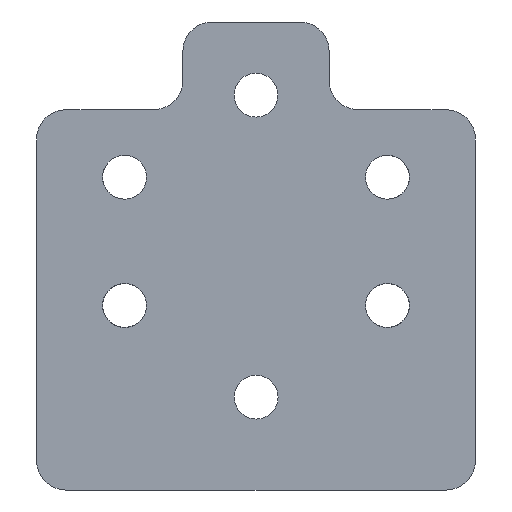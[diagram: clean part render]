
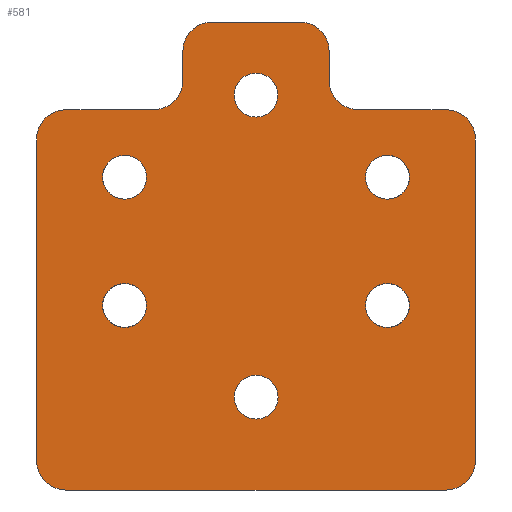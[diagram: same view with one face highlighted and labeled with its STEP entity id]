
A CAD part, front view. The second image highlights one B-rep face of the part: STEP entity #581.
In plain terms, the highlighted planar face has unit normal (0, -1, 0).
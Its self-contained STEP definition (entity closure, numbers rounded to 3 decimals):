
#27=FACE_BOUND('',#86,.T.);
#28=FACE_BOUND('',#87,.T.);
#29=FACE_BOUND('',#88,.T.);
#30=FACE_BOUND('',#89,.T.);
#31=FACE_BOUND('',#90,.T.);
#32=FACE_BOUND('',#91,.T.);
#46=PLANE('',#625);
#57=FACE_OUTER_BOUND('',#85,.T.);
#85=EDGE_LOOP('',(#401,#402,#403,#404,#405,#406,#407,#408,#409,#410,#411,
#412,#413,#414,#415,#416));
#86=EDGE_LOOP('',(#417));
#87=EDGE_LOOP('',(#418));
#88=EDGE_LOOP('',(#419));
#89=EDGE_LOOP('',(#420));
#90=EDGE_LOOP('',(#421));
#91=EDGE_LOOP('',(#422));
#129=LINE('',#851,#173);
#132=LINE('',#861,#176);
#133=LINE('',#865,#177);
#134=LINE('',#869,#178);
#135=LINE('',#873,#179);
#136=LINE('',#877,#180);
#137=LINE('',#881,#181);
#138=LINE('',#885,#182);
#173=VECTOR('',#689,10.);
#176=VECTOR('',#698,10.);
#177=VECTOR('',#701,10.);
#178=VECTOR('',#704,10.);
#179=VECTOR('',#707,10.);
#180=VECTOR('',#710,10.);
#181=VECTOR('',#713,10.);
#182=VECTOR('',#716,10.);
#216=CIRCLE('',#621,2.);
#219=CIRCLE('',#626,2.);
#220=CIRCLE('',#627,2.);
#221=CIRCLE('',#628,2.);
#222=CIRCLE('',#629,2.);
#223=CIRCLE('',#630,2.);
#224=CIRCLE('',#631,2.);
#225=CIRCLE('',#632,2.);
#226=CIRCLE('',#633,1.5);
#227=CIRCLE('',#634,1.5);
#228=CIRCLE('',#635,1.5);
#229=CIRCLE('',#636,1.5);
#230=CIRCLE('',#637,1.5);
#231=CIRCLE('',#638,1.5);
#249=VERTEX_POINT('',#844);
#250=VERTEX_POINT('',#846);
#251=VERTEX_POINT('',#850);
#255=VERTEX_POINT('',#860);
#256=VERTEX_POINT('',#862);
#257=VERTEX_POINT('',#864);
#258=VERTEX_POINT('',#866);
#259=VERTEX_POINT('',#868);
#260=VERTEX_POINT('',#870);
#261=VERTEX_POINT('',#872);
#262=VERTEX_POINT('',#874);
#263=VERTEX_POINT('',#876);
#264=VERTEX_POINT('',#878);
#265=VERTEX_POINT('',#880);
#266=VERTEX_POINT('',#882);
#267=VERTEX_POINT('',#884);
#268=VERTEX_POINT('',#887);
#269=VERTEX_POINT('',#889);
#270=VERTEX_POINT('',#891);
#271=VERTEX_POINT('',#893);
#272=VERTEX_POINT('',#895);
#273=VERTEX_POINT('',#897);
#307=EDGE_CURVE('',#249,#250,#216,.T.);
#309=EDGE_CURVE('',#251,#250,#129,.T.);
#314=EDGE_CURVE('',#249,#255,#132,.T.);
#315=EDGE_CURVE('',#256,#255,#219,.T.);
#316=EDGE_CURVE('',#256,#257,#133,.T.);
#317=EDGE_CURVE('',#258,#257,#220,.T.);
#318=EDGE_CURVE('',#258,#259,#134,.T.);
#319=EDGE_CURVE('',#260,#259,#221,.T.);
#320=EDGE_CURVE('',#260,#261,#135,.T.);
#321=EDGE_CURVE('',#262,#261,#222,.T.);
#322=EDGE_CURVE('',#263,#262,#136,.T.);
#323=EDGE_CURVE('',#264,#263,#223,.T.);
#324=EDGE_CURVE('',#265,#264,#137,.T.);
#325=EDGE_CURVE('',#266,#265,#224,.T.);
#326=EDGE_CURVE('',#266,#267,#138,.T.);
#327=EDGE_CURVE('',#251,#267,#225,.T.);
#328=EDGE_CURVE('',#268,#268,#226,.T.);
#329=EDGE_CURVE('',#269,#269,#227,.T.);
#330=EDGE_CURVE('',#270,#270,#228,.T.);
#331=EDGE_CURVE('',#271,#271,#229,.T.);
#332=EDGE_CURVE('',#272,#272,#230,.T.);
#333=EDGE_CURVE('',#273,#273,#231,.T.);
#401=ORIENTED_EDGE('',*,*,#307,.F.);
#402=ORIENTED_EDGE('',*,*,#314,.T.);
#403=ORIENTED_EDGE('',*,*,#315,.F.);
#404=ORIENTED_EDGE('',*,*,#316,.T.);
#405=ORIENTED_EDGE('',*,*,#317,.F.);
#406=ORIENTED_EDGE('',*,*,#318,.T.);
#407=ORIENTED_EDGE('',*,*,#319,.F.);
#408=ORIENTED_EDGE('',*,*,#320,.T.);
#409=ORIENTED_EDGE('',*,*,#321,.F.);
#410=ORIENTED_EDGE('',*,*,#322,.F.);
#411=ORIENTED_EDGE('',*,*,#323,.F.);
#412=ORIENTED_EDGE('',*,*,#324,.F.);
#413=ORIENTED_EDGE('',*,*,#325,.F.);
#414=ORIENTED_EDGE('',*,*,#326,.T.);
#415=ORIENTED_EDGE('',*,*,#327,.F.);
#416=ORIENTED_EDGE('',*,*,#309,.T.);
#417=ORIENTED_EDGE('',*,*,#328,.T.);
#418=ORIENTED_EDGE('',*,*,#329,.T.);
#419=ORIENTED_EDGE('',*,*,#330,.T.);
#420=ORIENTED_EDGE('',*,*,#331,.T.);
#421=ORIENTED_EDGE('',*,*,#332,.T.);
#422=ORIENTED_EDGE('',*,*,#333,.T.);
#581=ADVANCED_FACE('',(#57,#27,#28,#29,#30,#31,#32),#46,.T.);
#621=AXIS2_PLACEMENT_3D('',#847,#684,#685);
#625=AXIS2_PLACEMENT_3D('',#859,#696,#697);
#626=AXIS2_PLACEMENT_3D('',#863,#699,#700);
#627=AXIS2_PLACEMENT_3D('',#867,#702,#703);
#628=AXIS2_PLACEMENT_3D('',#871,#705,#706);
#629=AXIS2_PLACEMENT_3D('',#875,#708,#709);
#630=AXIS2_PLACEMENT_3D('',#879,#711,#712);
#631=AXIS2_PLACEMENT_3D('',#883,#714,#715);
#632=AXIS2_PLACEMENT_3D('',#886,#717,#718);
#633=AXIS2_PLACEMENT_3D('',#888,#719,#720);
#634=AXIS2_PLACEMENT_3D('',#890,#721,#722);
#635=AXIS2_PLACEMENT_3D('',#892,#723,#724);
#636=AXIS2_PLACEMENT_3D('',#894,#725,#726);
#637=AXIS2_PLACEMENT_3D('',#896,#727,#728);
#638=AXIS2_PLACEMENT_3D('',#898,#729,#730);
#684=DIRECTION('center_axis',(0.,1.,0.));
#685=DIRECTION('ref_axis',(0.707,0.,-0.707));
#689=DIRECTION('',(1.,0.,0.));
#696=DIRECTION('center_axis',(0.,-1.,0.));
#697=DIRECTION('ref_axis',(1.,0.,0.));
#698=DIRECTION('',(0.,0.,1.));
#699=DIRECTION('center_axis',(0.,1.,0.));
#700=DIRECTION('ref_axis',(0.707,0.,0.707));
#701=DIRECTION('',(-1.,0.,0.));
#702=DIRECTION('center_axis',(0.,-1.,0.));
#703=DIRECTION('ref_axis',(-0.707,0.,-0.707));
#704=DIRECTION('',(0.,0.,1.));
#705=DIRECTION('center_axis',(0.,1.,0.));
#706=DIRECTION('ref_axis',(0.707,0.,0.707));
#707=DIRECTION('',(-1.,0.,0.));
#708=DIRECTION('center_axis',(0.,1.,0.));
#709=DIRECTION('ref_axis',(-0.707,0.,0.707));
#710=DIRECTION('',(0.,0.,1.));
#711=DIRECTION('center_axis',(0.,-1.,0.));
#712=DIRECTION('ref_axis',(0.707,0.,-0.707));
#713=DIRECTION('',(1.,0.,0.));
#714=DIRECTION('center_axis',(0.,1.,0.));
#715=DIRECTION('ref_axis',(-0.707,0.,0.707));
#716=DIRECTION('',(0.,0.,-1.));
#717=DIRECTION('center_axis',(0.,1.,0.));
#718=DIRECTION('ref_axis',(-0.707,0.,-0.707));
#719=DIRECTION('center_axis',(0.,1.,0.));
#720=DIRECTION('ref_axis',(1.,0.,0.));
#721=DIRECTION('center_axis',(0.,1.,0.));
#722=DIRECTION('ref_axis',(1.,0.,0.));
#723=DIRECTION('center_axis',(0.,1.,0.));
#724=DIRECTION('ref_axis',(1.,0.,0.));
#725=DIRECTION('center_axis',(0.,1.,0.));
#726=DIRECTION('ref_axis',(1.,0.,0.));
#727=DIRECTION('center_axis',(0.,1.,0.));
#728=DIRECTION('ref_axis',(1.,0.,0.));
#729=DIRECTION('center_axis',(0.,1.,0.));
#730=DIRECTION('ref_axis',(1.,0.,0.));
#844=CARTESIAN_POINT('',(15.,69.845,46.359));
#846=CARTESIAN_POINT('',(13.,69.845,44.359));
#847=CARTESIAN_POINT('Origin',(13.,69.845,46.359));
#850=CARTESIAN_POINT('',(-13.,69.845,44.359));
#851=CARTESIAN_POINT('',(-15.,69.845,44.359));
#859=CARTESIAN_POINT('Origin',(0.,69.845,60.359));
#860=CARTESIAN_POINT('',(15.,69.845,68.359));
#861=CARTESIAN_POINT('',(15.,69.845,44.359));
#862=CARTESIAN_POINT('',(13.,69.845,70.359));
#863=CARTESIAN_POINT('Origin',(13.,69.845,68.359));
#864=CARTESIAN_POINT('',(7.,69.845,70.359));
#865=CARTESIAN_POINT('',(15.,69.845,70.359));
#866=CARTESIAN_POINT('',(5.,69.845,72.359));
#867=CARTESIAN_POINT('Origin',(7.,69.845,72.359));
#868=CARTESIAN_POINT('',(5.,69.845,74.359));
#869=CARTESIAN_POINT('',(5.,69.845,70.359));
#870=CARTESIAN_POINT('',(3.,69.845,76.359));
#871=CARTESIAN_POINT('Origin',(3.,69.845,74.359));
#872=CARTESIAN_POINT('',(-3.,69.845,76.359));
#873=CARTESIAN_POINT('',(15.,69.845,76.359));
#874=CARTESIAN_POINT('',(-5.,69.845,74.359));
#875=CARTESIAN_POINT('Origin',(-3.,69.845,74.359));
#876=CARTESIAN_POINT('',(-5.,69.845,72.359));
#877=CARTESIAN_POINT('',(-5.,69.845,70.359));
#878=CARTESIAN_POINT('',(-7.,69.845,70.359));
#879=CARTESIAN_POINT('Origin',(-7.,69.845,72.359));
#880=CARTESIAN_POINT('',(-13.,69.845,70.359));
#881=CARTESIAN_POINT('',(-15.,69.845,70.359));
#882=CARTESIAN_POINT('',(-15.,69.845,68.359));
#883=CARTESIAN_POINT('Origin',(-13.,69.845,68.359));
#884=CARTESIAN_POINT('',(-15.,69.845,46.359));
#885=CARTESIAN_POINT('',(-15.,69.845,76.359));
#886=CARTESIAN_POINT('Origin',(-13.,69.845,46.359));
#887=CARTESIAN_POINT('',(7.488,69.845,65.743));
#888=CARTESIAN_POINT('Origin',(8.988,69.845,65.743));
#889=CARTESIAN_POINT('',(-1.494,69.845,50.709));
#890=CARTESIAN_POINT('Origin',(0.006,69.845,50.709));
#891=CARTESIAN_POINT('',(7.488,69.845,56.975));
#892=CARTESIAN_POINT('Origin',(8.988,69.845,56.975));
#893=CARTESIAN_POINT('',(-10.488,69.845,65.743));
#894=CARTESIAN_POINT('Origin',(-8.988,69.845,65.743));
#895=CARTESIAN_POINT('',(-1.5,69.845,71.359));
#896=CARTESIAN_POINT('Origin',(0.,69.845,71.359));
#897=CARTESIAN_POINT('',(-10.488,69.845,56.975));
#898=CARTESIAN_POINT('Origin',(-8.988,69.845,56.975));
